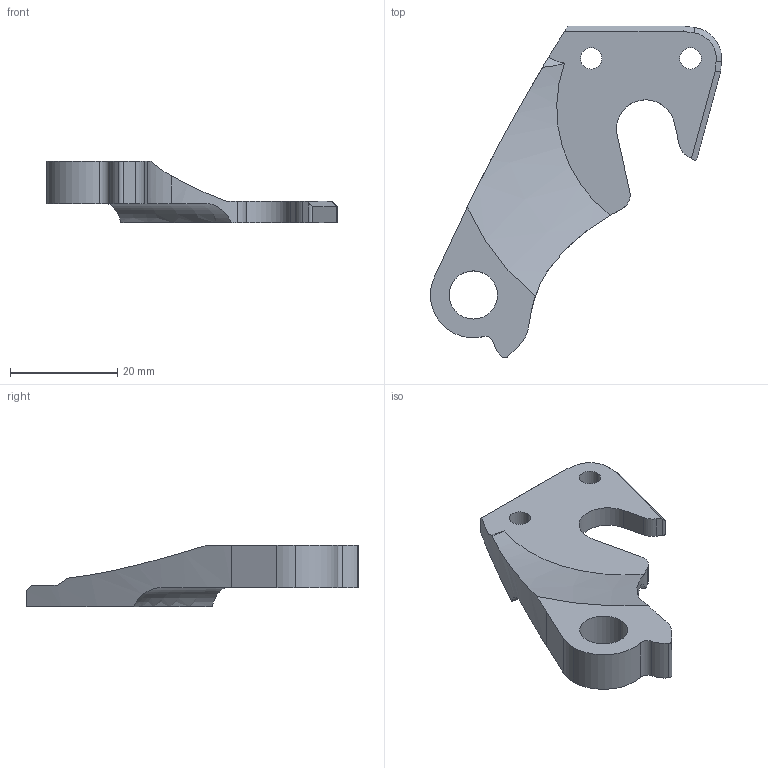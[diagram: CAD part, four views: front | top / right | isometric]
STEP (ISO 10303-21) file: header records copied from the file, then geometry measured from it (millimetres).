
FILE_DESCRIPTION (( 'STEP AP214' ), '1' );
FILE_NAME ('DR4134.STEP', '2019-02-14T21:44:12', ( 'JeffCAD' ), ( 'Microsoft' ), 'SwSTEP 2.0', 'SolidWorks 2019', '' );
FILE_SCHEMA (( 'AUTOMOTIVE_DESIGN' ));
Length unit declared in the file: millimetre
Products named in the file (1): DR4134
Bounding box: 54.35 x 62.01 x 11.5 mm (x, y, z)
Volume: 6908.9 mm3; surface area: 4308.1 mm2
Topology: 1 solids, 1 shells, 43 faces, 119 edges, 78 vertices
Faces by surface type: cylinder 21, plane 18, cone 3, torus 1
Entity records: 1478 total; most frequent: CARTESIAN_POINT 302, DIRECTION 248, ORIENTED_EDGE 238, EDGE_CURVE 119, AXIS2_PLACEMENT_3D 94, VERTEX_POINT 78, LINE 60, VECTOR 60
